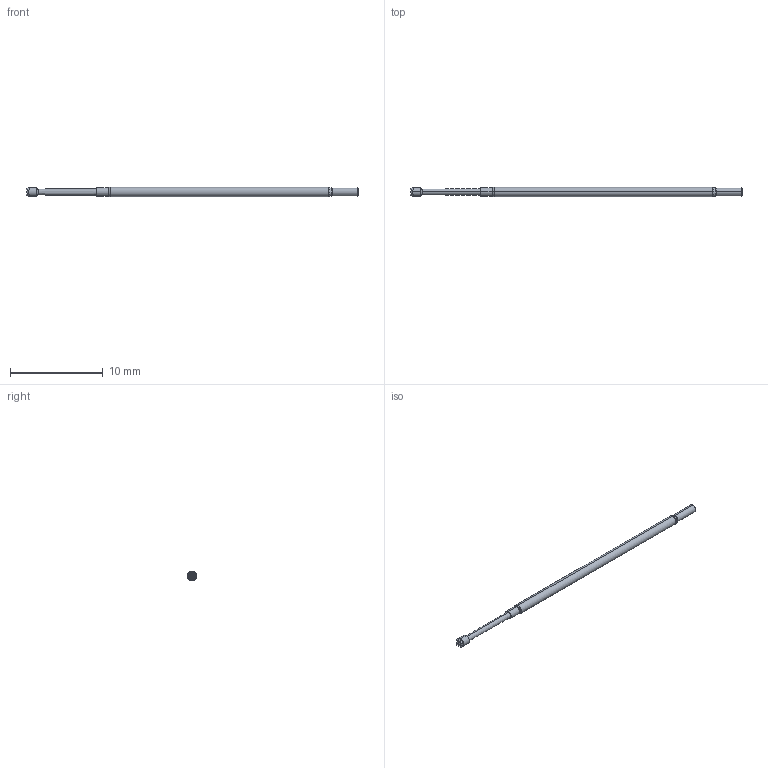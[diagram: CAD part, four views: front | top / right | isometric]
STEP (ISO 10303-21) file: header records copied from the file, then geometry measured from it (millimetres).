
FILE_DESCRIPTION (( 'STEP AP214' ), '1' );
FILE_NAME ('X50-PRP2539_-_.STEP', '2016-04-05T12:06:12', ( 'spare' ), ( '' ), 'SwSTEP 2.0', 'SolidWorks 2016', '' );
FILE_SCHEMA (( 'AUTOMOTIVE_DESIGN' ));
Length unit declared in the file: inch
Products named in the file (1): X50-PRP2539_-_
Bounding box: 35.81 x 1.02 x 1.02 mm (x, y, z)
Volume: 25.1 mm3; surface area: 107.1 mm2
Topology: 1 solids, 1 shells, 180 faces, 441 edges, 264 vertices
Faces by surface type: bspline 102, cone 56, cylinder 11, torus 8, plane 3
Entity records: 9684 total; most frequent: CARTESIAN_POINT 3888, ORIENTED_EDGE 882, DIRECTION 524, EDGE_CURVE 441, VERTEX_POINT 264, AXIS2_PLACEMENT_3D 252, B_SPLINE_CURVE_WITH_KNOTS 216, UNCERTAINTY_MEASURE_WITH_UNIT 183
